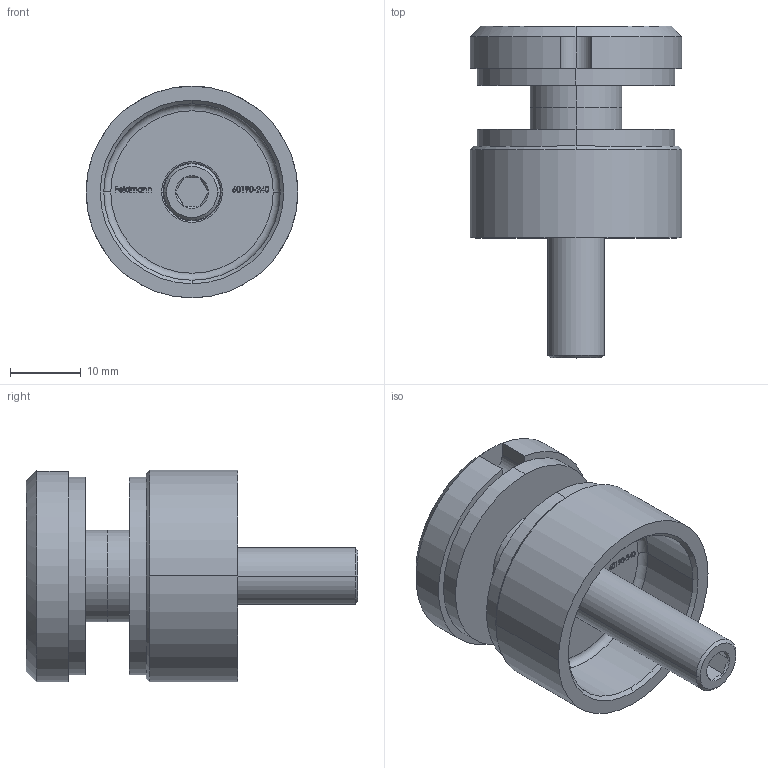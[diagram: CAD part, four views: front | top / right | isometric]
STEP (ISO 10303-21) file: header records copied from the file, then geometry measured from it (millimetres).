
FILE_DESCRIPTION (( 'STEP AP203' ), '1' );
FILE_NAME ('60190-240.step', '2020-10-26T14:21:12', ( '' ), ( '' ), 'SwSTEP 2.0', 'SolidWorks 2018', '' );
FILE_SCHEMA (( 'CONFIG_CONTROL_DESIGN' ));
Length unit declared in the file: millimetre
Products named in the file (11): 60190-240 Teil1; 60190-240 Teil1_6019X-240 Teil1; DIN913 M8x45_DIN913 M8x45; 6019X-240 Teil3; 60190-240 Teil2; 60190-240; 6019X-240 Teil3_6019X-240 Teil3; 60190-240 Teil2_60190-240 Teil2; DIN913 M8x45
Assembly tree (6 placements, depth 2):
  6019X-240 Teil3
  60190-240 Teil2
  60190-240
    60190-240 Teil1
  6019X-240 Teil3
  DIN913 M8x45
Bounding box: 30 x 47 x 30 mm (x, y, z)
Volume: 13209 mm3; surface area: 10394.1 mm2
Topology: 5 solids, 5 shells, 304 faces, 756 edges, 499 vertices
Faces by surface type: plane 143, bspline 99, cylinder 34, cone 22, torus 6
Entity records: 15735 total; most frequent: CARTESIAN_POINT 8351, ORIENTED_EDGE 1452, DIRECTION 1020, EDGE_CURVE 726, VERTEX_POINT 477, LINE 430, VECTOR 430, EDGE_LOOP 327
